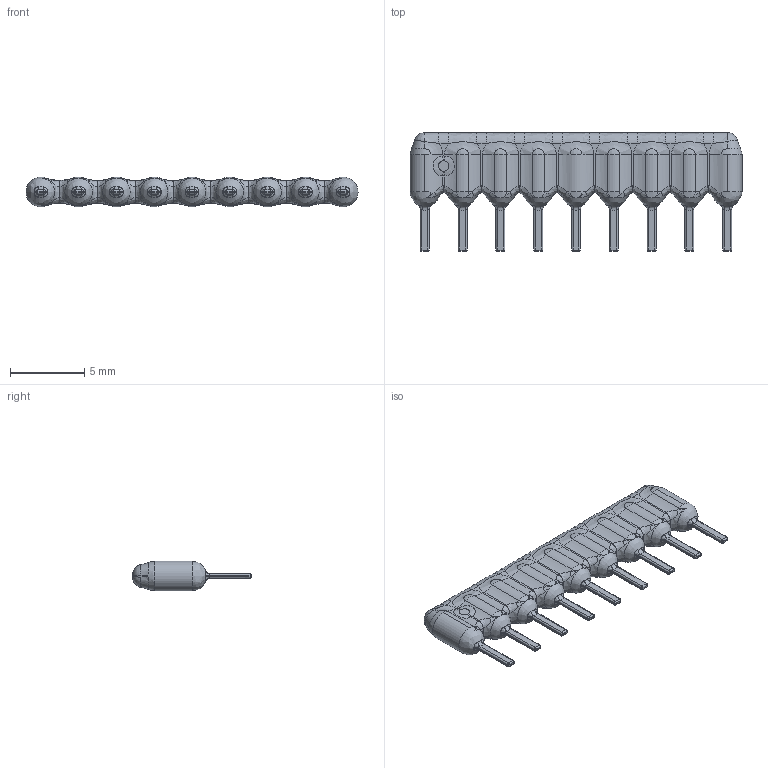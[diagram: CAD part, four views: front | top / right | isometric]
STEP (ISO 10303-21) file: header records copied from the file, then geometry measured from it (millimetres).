
FILE_DESCRIPTION (( 'STEP AP214' ), '1' );
FILE_NAME ('User Library-ResistorNetwork9SIP10KOhm.STEP', '2020-01-27T07:21:45', ( '' ), ( '' ), 'SwSTEP 2.0', 'SolidWorks 2019', '' );
FILE_SCHEMA (( 'AUTOMOTIVE_DESIGN' ));
Length unit declared in the file: millimetre
Products named in the file (1): User Library-ResistorNetwork9SIP10KOhm
Bounding box: 22.32 x 8 x 2 mm (x, y, z)
Volume: 165.5 mm3; surface area: 313 mm2
Topology: 1 solids, 1 shells, 540 faces, 1247 edges, 642 vertices
Faces by surface type: bspline 329, cylinder 147, plane 64
Entity records: 27746 total; most frequent: CARTESIAN_POINT 11903, ORIENTED_EDGE 2342, DIRECTION 1743, EDGE_CURVE 1171, AXIS2_PLACEMENT_3D 728, VERTEX_POINT 642, EDGE_LOOP 549, FACE_OUTER_BOUND 540
